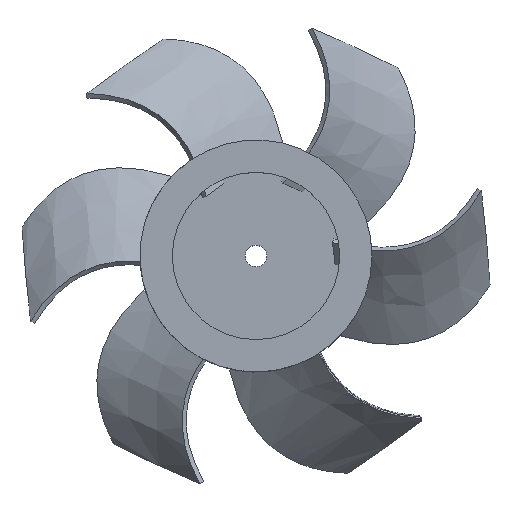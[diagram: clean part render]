
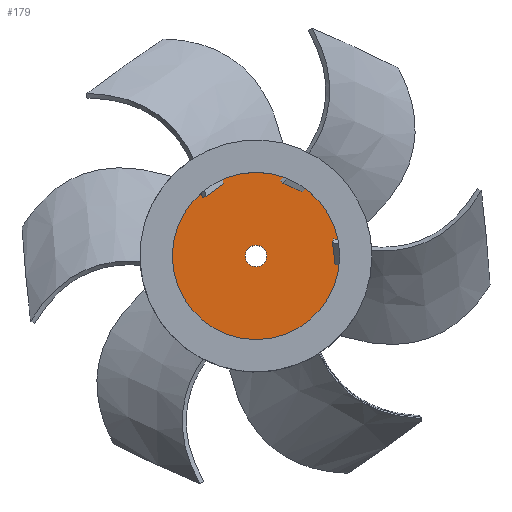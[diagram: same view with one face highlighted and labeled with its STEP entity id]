
A CAD part, top view. The second image highlights one B-rep face of the part: STEP entity #179.
In plain terms, the highlighted planar face has unit normal (0, 0, 1).
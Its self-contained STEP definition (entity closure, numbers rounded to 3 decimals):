
#149=PLANE('',#760);
#179=ADVANCED_FACE('',(#211,#212),#149,.T.);
#211=FACE_BOUND('',#249,.T.);
#212=FACE_BOUND('',#250,.T.);
#249=EDGE_LOOP('',(#410));
#250=EDGE_LOOP('',(#411));
#282=CIRCLE('',#757,113.605);
#283=CIRCLE('',#759,14.55);
#410=ORIENTED_EDGE('',*,*,#615,.F.);
#411=ORIENTED_EDGE('',*,*,#614,.F.);
#525=VERTEX_POINT('',#1846);
#526=VERTEX_POINT('',#1849);
#614=EDGE_CURVE('',#525,#525,#282,.T.);
#615=EDGE_CURVE('',#526,#526,#283,.T.);
#757=AXIS2_PLACEMENT_3D('',#1845,#796,#797);
#759=AXIS2_PLACEMENT_3D('',#1848,#800,#801);
#760=AXIS2_PLACEMENT_3D('',#1850,#802,#803);
#796=DIRECTION('',(0.,0.,-1.));
#797=DIRECTION('',(1.,0.,0.));
#800=DIRECTION('',(0.,0.,1.));
#801=DIRECTION('',(1.,0.,0.));
#802=DIRECTION('',(0.,0.,1.));
#803=DIRECTION('',(1.,0.,0.));
#1845=CARTESIAN_POINT('',(0.,0.,80.));
#1846=CARTESIAN_POINT('',(113.605,0.,80.));
#1848=CARTESIAN_POINT('',(0.,0.,80.));
#1849=CARTESIAN_POINT('',(14.55,0.,80.));
#1850=CARTESIAN_POINT('',(0.,0.,80.));
